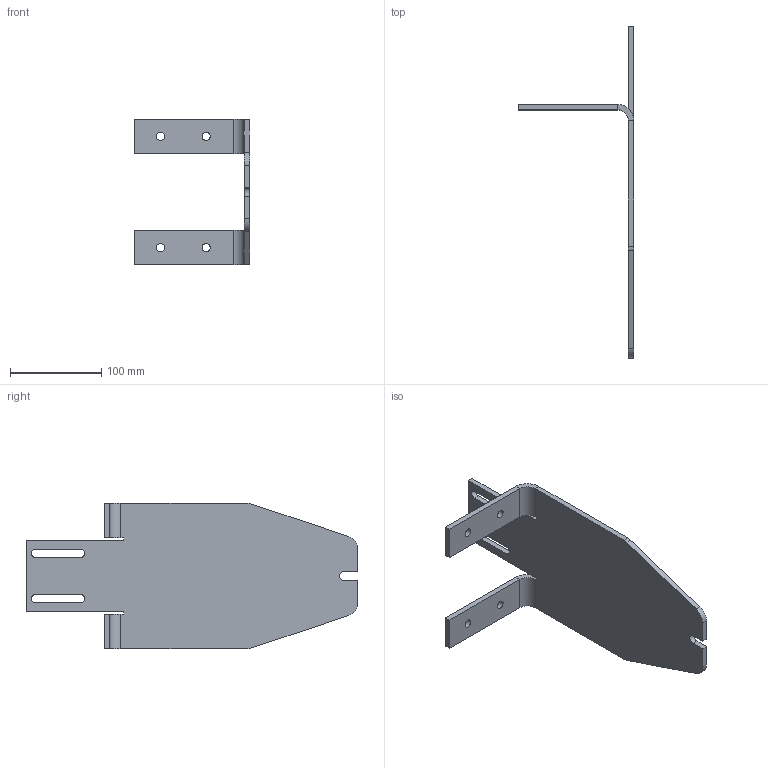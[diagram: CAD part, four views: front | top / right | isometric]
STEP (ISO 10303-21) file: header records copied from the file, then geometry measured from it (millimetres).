
FILE_DESCRIPTION(/* description */ (''),/* implementation_level */ '2;1');
FILE_NAME(/* name */ 'Aandrijfvoet 003_2.0 v1.step',/* time_stamp */ '2024-01-26T21:30:06+01:00',/* author */ (''),/* organization */ (''),/* preprocessor_version */ 'ST-DEVELOPER v20',/* originating_system */ 'Autodesk Translation Framework v12.14.0.127',/* authorisation */ '');
FILE_SCHEMA (('AUTOMOTIVE_DESIGN { 1 0 10303 214 3 1 1 }'));
Length unit declared in the file: millimetre
Products named in the file (1): Aandrijfvoet 003_2.0
Bounding box: 127 x 364 x 160 mm (x, y, z)
Volume: 320743.6 mm3; surface area: 118449.7 mm2
Topology: 1 solids, 1 shells, 52 faces, 134 edges, 84 vertices
Faces by surface type: plane 35, cylinder 17
Full cylindrical faces by diameter (mm): 9 x4
Entity records: 1628 total; most frequent: DIRECTION 274, CARTESIAN_POINT 271, ORIENTED_EDGE 268, EDGE_CURVE 134, LINE 100, VECTOR 100, AXIS2_PLACEMENT_3D 87, VERTEX_POINT 84
